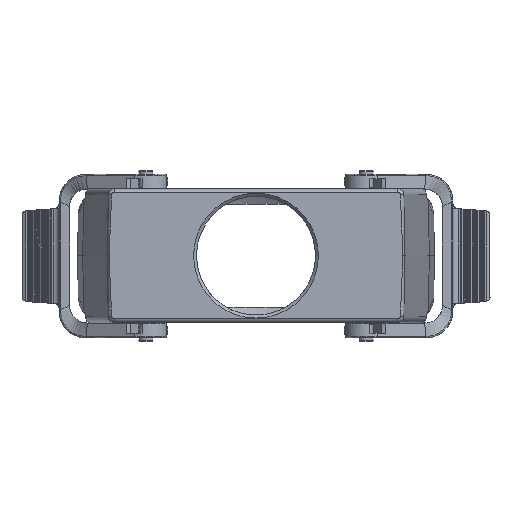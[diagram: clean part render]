
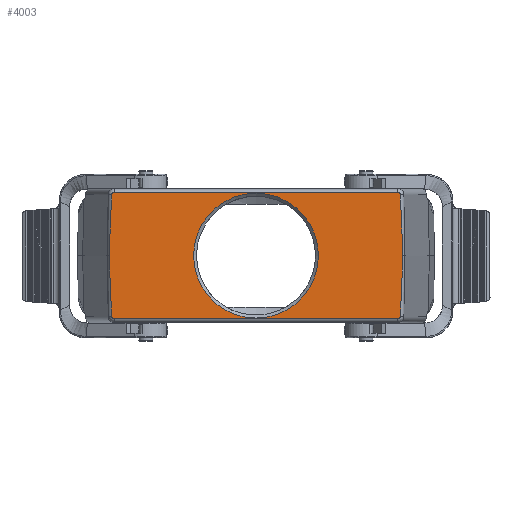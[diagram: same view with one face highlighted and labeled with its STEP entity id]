
A CAD part, top view. The second image highlights one B-rep face of the part: STEP entity #4003.
In plain terms, the highlighted planar face has unit normal (0, 0, 1).
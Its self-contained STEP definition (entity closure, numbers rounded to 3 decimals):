
#66=ELLIPSE('',#26158,114.609,2.);
#67=ELLIPSE('',#26163,114.609,2.);
#68=ELLIPSE('',#26173,114.609,2.);
#70=ELLIPSE('',#26178,114.609,2.);
#2022=FACE_BOUND('',#6653,.T.);
#2023=FACE_BOUND('',#6654,.T.);
#2829=PLANE('',#27051);
#4003=ADVANCED_FACE('',(#2022,#2023),#2829,.T.);
#6653=EDGE_LOOP('',(#12525));
#6654=EDGE_LOOP('',(#12526,#12527,#12528,#12529,#12530,#12531,#12532,#12533,
#12534,#12535));
#12525=ORIENTED_EDGE('',*,*,#17395,.T.);
#12526=ORIENTED_EDGE('',*,*,#15963,.F.);
#12527=ORIENTED_EDGE('',*,*,#15969,.F.);
#12528=ORIENTED_EDGE('',*,*,#15975,.F.);
#12529=ORIENTED_EDGE('',*,*,#15981,.F.);
#12530=ORIENTED_EDGE('',*,*,#15986,.F.);
#12531=ORIENTED_EDGE('',*,*,#15983,.F.);
#12532=ORIENTED_EDGE('',*,*,#15977,.F.);
#12533=ORIENTED_EDGE('',*,*,#15971,.F.);
#12534=ORIENTED_EDGE('',*,*,#15965,.F.);
#12535=ORIENTED_EDGE('',*,*,#15959,.F.);
#13566=VERTEX_POINT('',#40190);
#13567=VERTEX_POINT('',#40192);
#13569=VERTEX_POINT('',#40198);
#13571=VERTEX_POINT('',#40204);
#13573=VERTEX_POINT('',#40210);
#13575=VERTEX_POINT('',#40216);
#13578=VERTEX_POINT('',#40223);
#13579=VERTEX_POINT('',#40228);
#13581=VERTEX_POINT('',#40234);
#13583=VERTEX_POINT('',#40240);
#14442=VERTEX_POINT('',#48224);
#15959=EDGE_CURVE('',#13566,#13567,#17693,.T.);
#15963=EDGE_CURVE('',#13569,#13566,#66,.T.);
#15965=EDGE_CURVE('',#13567,#13571,#21350,.T.);
#15969=EDGE_CURVE('',#13573,#13569,#67,.T.);
#15971=EDGE_CURVE('',#13571,#13575,#17698,.T.);
#15975=EDGE_CURVE('',#13578,#13573,#17702,.T.);
#15977=EDGE_CURVE('',#13575,#13579,#68,.T.);
#15981=EDGE_CURVE('',#13581,#13578,#21354,.T.);
#15983=EDGE_CURVE('',#13579,#13583,#70,.T.);
#15986=EDGE_CURVE('',#13583,#13581,#17706,.T.);
#17395=EDGE_CURVE('',#14442,#14442,#18023,.T.);
#17693=CIRCLE('',#26153,0.74);
#17698=CIRCLE('',#26165,0.74);
#17702=CIRCLE('',#26170,0.74);
#17706=CIRCLE('',#26181,0.74);
#18023=CIRCLE('',#27050,21.);
#21350=LINE('',#40203,#23253);
#21354=LINE('',#40236,#23257);
#23253=VECTOR('',#29915,1.);
#23257=VECTOR('',#29953,1.);
#26153=AXIS2_PLACEMENT_3D('',#40191,#29900,#29901);
#26158=AXIS2_PLACEMENT_3D('',#40200,#29910,#29911);
#26163=AXIS2_PLACEMENT_3D('',#40212,#29923,#29924);
#26165=AXIS2_PLACEMENT_3D('',#40215,#29928,#29929);
#26170=AXIS2_PLACEMENT_3D('',#40224,#29938,#29939);
#26173=AXIS2_PLACEMENT_3D('',#40227,#29944,#29945);
#26178=AXIS2_PLACEMENT_3D('',#40239,#29957,#29958);
#26181=AXIS2_PLACEMENT_3D('',#40245,#29964,#29965);
#27050=AXIS2_PLACEMENT_3D('',#48223,#32390,#32391);
#27051=AXIS2_PLACEMENT_3D('',#48225,#32392,#32393);
#29900=DIRECTION('',(0.,0.,-1.));
#29901=DIRECTION('',(1.,0.,0.));
#29910=DIRECTION('',(0.,0.,-1.));
#29911=DIRECTION('',(-0.014,-1.,0.));
#29915=DIRECTION('',(1.,0.,0.));
#29923=DIRECTION('',(0.,0.,-1.));
#29924=DIRECTION('',(0.014,-1.,0.));
#29928=DIRECTION('',(0.,0.,-1.));
#29929=DIRECTION('',(1.,0.,0.));
#29938=DIRECTION('',(0.,0.,-1.));
#29939=DIRECTION('',(1.,0.,0.));
#29944=DIRECTION('',(0.,0.,-1.));
#29945=DIRECTION('',(0.014,-1.,0.));
#29953=DIRECTION('',(-1.,0.,0.));
#29957=DIRECTION('',(0.,0.,-1.));
#29958=DIRECTION('',(-0.014,-1.,0.));
#29964=DIRECTION('',(0.,0.,-1.));
#29965=DIRECTION('',(1.,0.,0.));
#32390=DIRECTION('',(0.,0.,-1.));
#32391=DIRECTION('',(1.,0.,0.));
#32392=DIRECTION('',(0.,0.,1.));
#32393=DIRECTION('',(1.,0.,0.));
#40190=CARTESIAN_POINT('',(-48.492,20.543,66.35));
#40191=CARTESIAN_POINT('',(-47.753,20.5,66.35));
#40192=CARTESIAN_POINT('',(-47.753,21.24,66.35));
#40198=CARTESIAN_POINT('',(-49.372,0.,66.35));
#40200=CARTESIAN_POINT('',(-49.285,-85.952,66.35));
#40203=CARTESIAN_POINT('',(-53.287,21.24,66.35));
#40204=CARTESIAN_POINT('',(47.753,21.24,66.35));
#40210=CARTESIAN_POINT('',(-48.492,-20.543,66.35));
#40212=CARTESIAN_POINT('',(-49.285,85.952,66.35));
#40215=CARTESIAN_POINT('',(47.753,20.5,66.35));
#40216=CARTESIAN_POINT('',(48.492,20.543,66.35));
#40223=CARTESIAN_POINT('',(-47.753,-21.24,66.35));
#40224=CARTESIAN_POINT('',(-47.753,-20.5,66.35));
#40227=CARTESIAN_POINT('',(49.285,-85.952,66.35));
#40228=CARTESIAN_POINT('',(49.372,0.,66.35));
#40234=CARTESIAN_POINT('',(47.753,-21.24,66.35));
#40236=CARTESIAN_POINT('',(-49.697,-21.24,66.35));
#40239=CARTESIAN_POINT('',(49.285,85.952,66.35));
#40240=CARTESIAN_POINT('',(48.492,-20.543,66.35));
#40245=CARTESIAN_POINT('',(47.753,-20.5,66.35));
#48223=CARTESIAN_POINT('',(0.,0.,66.35));
#48224=CARTESIAN_POINT('',(21.,0.,66.35));
#48225=CARTESIAN_POINT('',(-55.,-23.,66.35));
